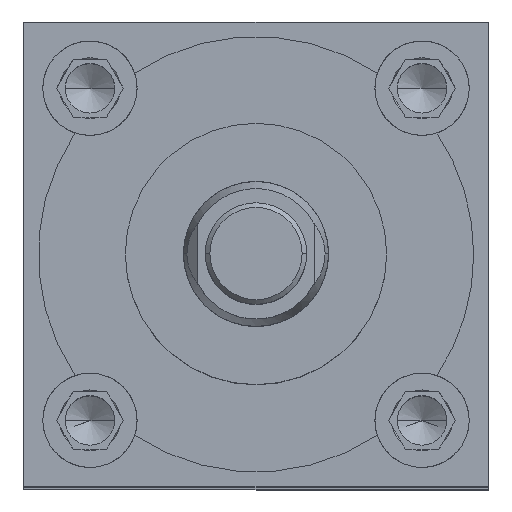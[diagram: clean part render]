
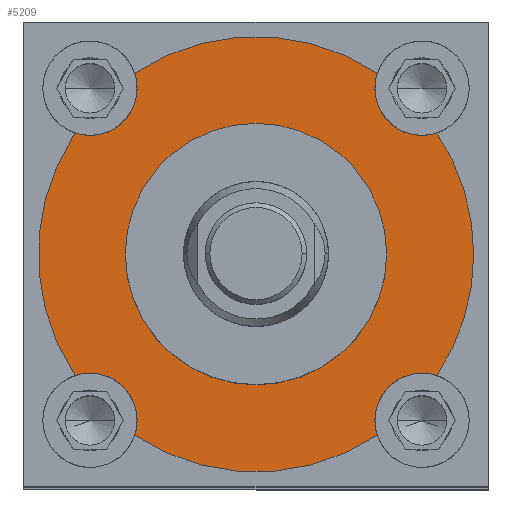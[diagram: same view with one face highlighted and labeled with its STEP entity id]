
A CAD part, top view. The second image highlights one B-rep face of the part: STEP entity #5209.
In plain terms, the highlighted planar face has unit normal (0, 0, 1).
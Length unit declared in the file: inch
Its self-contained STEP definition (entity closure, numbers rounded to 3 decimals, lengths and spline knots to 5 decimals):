
#58 = DIRECTION ( 'NONE',  ( 0., 0., 1. ) ) ;
#156 = CARTESIAN_POINT ( 'NONE',  ( 0.512, 0.715, 8.62 ) ) ;
#194 = ORIENTED_EDGE ( 'NONE', *, *, #5891, .F. ) ;
#231 = CIRCLE ( 'NONE', #2096, 0.9375 ) ;
#249 = CARTESIAN_POINT ( 'NONE',  ( 0.715, 0.715, 8.62 ) ) ;
#306 = CIRCLE ( 'NONE', #3019, 0.203 ) ;
#373 = EDGE_CURVE ( 'NONE', #6809, #3378, #2167, .T. ) ;
#506 = ORIENTED_EDGE ( 'NONE', *, *, #2826, .T. ) ;
#513 = CIRCLE ( 'NONE', #4294, 0.203 ) ;
#542 = EDGE_LOOP ( 'NONE', ( #3157, #506, #4004, #5163, #194, #5474, #3614, #3522, #3199, #2596, #1862, #1791, #6944 ) ) ;
#549 = VERTEX_POINT ( 'NONE', #5104 ) ;
#562 = DIRECTION ( 'NONE',  ( 1., 0., 0. ) ) ;
#641 = AXIS2_PLACEMENT_3D ( 'NONE', #2962, #3589, #2922 ) ;
#676 = CARTESIAN_POINT ( 'NONE',  ( -0.5625, 0., 8.62 ) ) ;
#689 = EDGE_CURVE ( 'NONE', #4382, #3287, #231, .T. ) ;
#695 = CARTESIAN_POINT ( 'NONE',  ( 0.77859, -0.52222, 8.62 ) ) ;
#740 = VERTEX_POINT ( 'NONE', #6465 ) ;
#762 = DIRECTION ( 'NONE',  ( 0., 0., 1. ) ) ;
#841 = CARTESIAN_POINT ( 'NONE',  ( 0., 0., 8.62 ) ) ;
#876 = PLANE ( 'NONE',  #7214 ) ;
#957 = CARTESIAN_POINT ( 'NONE',  ( 0., 0., 8.62 ) ) ;
#984 = CIRCLE ( 'NONE', #641, 0.9375 ) ;
#1064 = CIRCLE ( 'NONE', #5224, 0.203 ) ;
#1074 = EDGE_CURVE ( 'NONE', #1672, #3287, #306, .T. ) ;
#1155 = CIRCLE ( 'NONE', #4479, 0.5625 ) ;
#1178 = AXIS2_PLACEMENT_3D ( 'NONE', #841, #1871, #6444 ) ;
#1265 = CARTESIAN_POINT ( 'NONE',  ( 0.512, -0.715, 8.62 ) ) ;
#1324 = VERTEX_POINT ( 'NONE', #4300 ) ;
#1345 = CARTESIAN_POINT ( 'NONE',  ( -0.52222, 0.77859, 8.62 ) ) ;
#1350 = AXIS2_PLACEMENT_3D ( 'NONE', #2438, #1945, #1982 ) ;
#1479 = VERTEX_POINT ( 'NONE', #1654 ) ;
#1495 = VERTEX_POINT ( 'NONE', #2277 ) ;
#1541 = DIRECTION ( 'NONE',  ( 0., 0., 1. ) ) ;
#1586 = CARTESIAN_POINT ( 'NONE',  ( -0.77859, 0.52222, 8.62 ) ) ;
#1654 = CARTESIAN_POINT ( 'NONE',  ( -0.512, 0.715, 8.62 ) ) ;
#1672 = VERTEX_POINT ( 'NONE', #4292 ) ;
#1791 = ORIENTED_EDGE ( 'NONE', *, *, #2299, .T. ) ;
#1802 = DIRECTION ( 'NONE',  ( 0., 0., 1. ) ) ;
#1813 = DIRECTION ( 'NONE',  ( 1., 0., 0. ) ) ;
#1862 = ORIENTED_EDGE ( 'NONE', *, *, #3424, .F. ) ;
#1864 = VERTEX_POINT ( 'NONE', #695 ) ;
#1871 = DIRECTION ( 'NONE',  ( 0., 0., 1. ) ) ;
#1939 = FACE_BOUND ( 'NONE', #5700, .T. ) ;
#1945 = DIRECTION ( 'NONE',  ( 0., 0., 1. ) ) ;
#1951 = AXIS2_PLACEMENT_3D ( 'NONE', #2398, #1802, #2959 ) ;
#1982 = DIRECTION ( 'NONE',  ( 1., 0., 0. ) ) ;
#1999 = VERTEX_POINT ( 'NONE', #1345 ) ;
#2018 = CARTESIAN_POINT ( 'NONE',  ( 0.715, -0.715, 8.62 ) ) ;
#2032 = DIRECTION ( 'NONE',  ( 1., 0., 0. ) ) ;
#2096 = AXIS2_PLACEMENT_3D ( 'NONE', #3151, #762, #2032 ) ;
#2167 = CIRCLE ( 'NONE', #4439, 0.5625 ) ;
#2250 = DIRECTION ( 'NONE',  ( 0., 0., 1. ) ) ;
#2272 = CIRCLE ( 'NONE', #4432, 0.203 ) ;
#2277 = CARTESIAN_POINT ( 'NONE',  ( 0.52222, -0.77859, 8.62 ) ) ;
#2299 = EDGE_CURVE ( 'NONE', #549, #1495, #2912, .T. ) ;
#2398 = CARTESIAN_POINT ( 'NONE',  ( -0.715, 0.715, 8.62 ) ) ;
#2414 = DIRECTION ( 'NONE',  ( 0., 0., 1. ) ) ;
#2438 = CARTESIAN_POINT ( 'NONE',  ( -0.715, -0.715, 8.62 ) ) ;
#2501 = DIRECTION ( 'NONE',  ( 1., 0., 0. ) ) ;
#2596 = ORIENTED_EDGE ( 'NONE', *, *, #1074, .F. ) ;
#2622 = AXIS2_PLACEMENT_3D ( 'NONE', #2811, #2250, #4532 ) ;
#2623 = CIRCLE ( 'NONE', #1350, 0.203 ) ;
#2811 = CARTESIAN_POINT ( 'NONE',  ( 0., 0., 8.62 ) ) ;
#2826 = EDGE_CURVE ( 'NONE', #1864, #6190, #5472, .T. ) ;
#2848 = CARTESIAN_POINT ( 'NONE',  ( 0., 0., 8.62 ) ) ;
#2912 = CIRCLE ( 'NONE', #3620, 0.9375 ) ;
#2922 = DIRECTION ( 'NONE',  ( 1., 0., 0. ) ) ;
#2959 = DIRECTION ( 'NONE',  ( 1., 0., 0. ) ) ;
#2962 = CARTESIAN_POINT ( 'NONE',  ( 0., 0., 8.62 ) ) ;
#3019 = AXIS2_PLACEMENT_3D ( 'NONE', #4043, #58, #1813 ) ;
#3151 = CARTESIAN_POINT ( 'NONE',  ( 0., 0., 8.62 ) ) ;
#3157 = ORIENTED_EDGE ( 'NONE', *, *, #3659, .F. ) ;
#3199 = ORIENTED_EDGE ( 'NONE', *, *, #689, .T. ) ;
#3210 = DIRECTION ( 'NONE',  ( 0., 0., 1. ) ) ;
#3287 = VERTEX_POINT ( 'NONE', #4185 ) ;
#3334 = EDGE_CURVE ( 'NONE', #1479, #1999, #4816, .T. ) ;
#3378 = VERTEX_POINT ( 'NONE', #676 ) ;
#3424 = EDGE_CURVE ( 'NONE', #549, #1672, #2623, .T. ) ;
#3473 = CARTESIAN_POINT ( 'NONE',  ( 0., 0., 8.62 ) ) ;
#3522 = ORIENTED_EDGE ( 'NONE', *, *, #6322, .F. ) ;
#3544 = EDGE_CURVE ( 'NONE', #3378, #6809, #1155, .T. ) ;
#3580 = FACE_OUTER_BOUND ( 'NONE', #542, .T. ) ;
#3589 = DIRECTION ( 'NONE',  ( 0., 0., 1. ) ) ;
#3614 = ORIENTED_EDGE ( 'NONE', *, *, #3334, .F. ) ;
#3620 = AXIS2_PLACEMENT_3D ( 'NONE', #2848, #2414, #5839 ) ;
#3659 = EDGE_CURVE ( 'NONE', #1864, #5998, #6963, .T. ) ;
#3726 = VERTEX_POINT ( 'NONE', #156 ) ;
#3810 = DIRECTION ( 'NONE',  ( 1., 0., 0. ) ) ;
#4004 = ORIENTED_EDGE ( 'NONE', *, *, #5123, .T. ) ;
#4039 = CARTESIAN_POINT ( 'NONE',  ( -0.715, 0.715, 8.62 ) ) ;
#4043 = CARTESIAN_POINT ( 'NONE',  ( -0.715, -0.715, 8.62 ) ) ;
#4185 = CARTESIAN_POINT ( 'NONE',  ( -0.77859, -0.52222, 8.62 ) ) ;
#4216 = CARTESIAN_POINT ( 'NONE',  ( 0., 0., 8.62 ) ) ;
#4292 = CARTESIAN_POINT ( 'NONE',  ( -0.512, -0.715, 8.62 ) ) ;
#4294 = AXIS2_PLACEMENT_3D ( 'NONE', #4039, #6229, #562 ) ;
#4300 = CARTESIAN_POINT ( 'NONE',  ( 0.77859, 0.52222, 8.62 ) ) ;
#4381 = CIRCLE ( 'NONE', #1178, 0.9375 ) ;
#4382 = VERTEX_POINT ( 'NONE', #1586 ) ;
#4409 = DIRECTION ( 'NONE',  ( 1., 0., 0. ) ) ;
#4432 = AXIS2_PLACEMENT_3D ( 'NONE', #2018, #1541, #3810 ) ;
#4439 = AXIS2_PLACEMENT_3D ( 'NONE', #3473, #4644, #4600 ) ;
#4479 = AXIS2_PLACEMENT_3D ( 'NONE', #957, #3210, #5476 ) ;
#4532 = DIRECTION ( 'NONE',  ( 1., 0., 0. ) ) ;
#4600 = DIRECTION ( 'NONE',  ( 1., 0., 0. ) ) ;
#4644 = DIRECTION ( 'NONE',  ( 0., 0., 1. ) ) ;
#4816 = CIRCLE ( 'NONE', #1951, 0.203 ) ;
#5075 = CARTESIAN_POINT ( 'NONE',  ( 0.715, -0.715, 8.62 ) ) ;
#5104 = CARTESIAN_POINT ( 'NONE',  ( -0.52222, -0.77859, 8.62 ) ) ;
#5123 = EDGE_CURVE ( 'NONE', #6190, #1324, #4381, .T. ) ;
#5163 = ORIENTED_EDGE ( 'NONE', *, *, #5528, .F. ) ;
#5209 = ADVANCED_FACE ( 'NONE', ( #3580, #1939 ), #876, .T. ) ;
#5224 = AXIS2_PLACEMENT_3D ( 'NONE', #249, #6500, #7017 ) ;
#5291 = DIRECTION ( 'NONE',  ( 1., 0., 0. ) ) ;
#5388 = CARTESIAN_POINT ( 'NONE',  ( 0.715, 0.715, 8.62 ) ) ;
#5472 = CIRCLE ( 'NONE', #2622, 0.9375 ) ;
#5474 = ORIENTED_EDGE ( 'NONE', *, *, #6387, .T. ) ;
#5476 = DIRECTION ( 'NONE',  ( 1., 0., 0. ) ) ;
#5528 = EDGE_CURVE ( 'NONE', #3726, #1324, #6990, .T. ) ;
#5566 = CARTESIAN_POINT ( 'NONE',  ( 0.9375, 0., 8.62 ) ) ;
#5660 = DIRECTION ( 'NONE',  ( 0., 0., 1. ) ) ;
#5700 = EDGE_LOOP ( 'NONE', ( #5724, #5856 ) ) ;
#5724 = ORIENTED_EDGE ( 'NONE', *, *, #3544, .F. ) ;
#5839 = DIRECTION ( 'NONE',  ( 1., 0., 0. ) ) ;
#5856 = ORIENTED_EDGE ( 'NONE', *, *, #373, .F. ) ;
#5863 = DIRECTION ( 'NONE',  ( 0., 0., 1. ) ) ;
#5891 = EDGE_CURVE ( 'NONE', #740, #3726, #1064, .T. ) ;
#5921 = DIRECTION ( 'NONE',  ( 0., 0., 1. ) ) ;
#5998 = VERTEX_POINT ( 'NONE', #1265 ) ;
#6190 = VERTEX_POINT ( 'NONE', #5566 ) ;
#6229 = DIRECTION ( 'NONE',  ( 0., 0., 1. ) ) ;
#6322 = EDGE_CURVE ( 'NONE', #4382, #1479, #513, .T. ) ;
#6372 = CARTESIAN_POINT ( 'NONE',  ( 0.5625, 0., 8.62 ) ) ;
#6387 = EDGE_CURVE ( 'NONE', #740, #1999, #984, .T. ) ;
#6444 = DIRECTION ( 'NONE',  ( 1., 0., 0. ) ) ;
#6465 = CARTESIAN_POINT ( 'NONE',  ( 0.52222, 0.77859, 8.62 ) ) ;
#6500 = DIRECTION ( 'NONE',  ( 0., 0., 1. ) ) ;
#6605 = AXIS2_PLACEMENT_3D ( 'NONE', #5075, #5660, #4409 ) ;
#6612 = EDGE_CURVE ( 'NONE', #5998, #1495, #2272, .T. ) ;
#6738 = AXIS2_PLACEMENT_3D ( 'NONE', #5388, #5921, #5291 ) ;
#6809 = VERTEX_POINT ( 'NONE', #6372 ) ;
#6944 = ORIENTED_EDGE ( 'NONE', *, *, #6612, .F. ) ;
#6963 = CIRCLE ( 'NONE', #6605, 0.203 ) ;
#6990 = CIRCLE ( 'NONE', #6738, 0.203 ) ;
#7017 = DIRECTION ( 'NONE',  ( 1., 0., 0. ) ) ;
#7214 = AXIS2_PLACEMENT_3D ( 'NONE', #4216, #5863, #2501 ) ;
